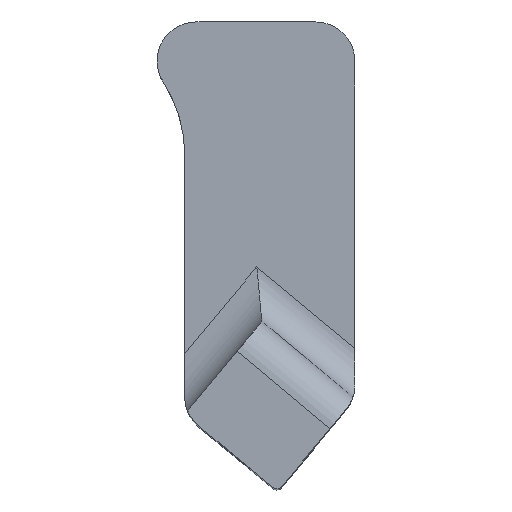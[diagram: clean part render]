
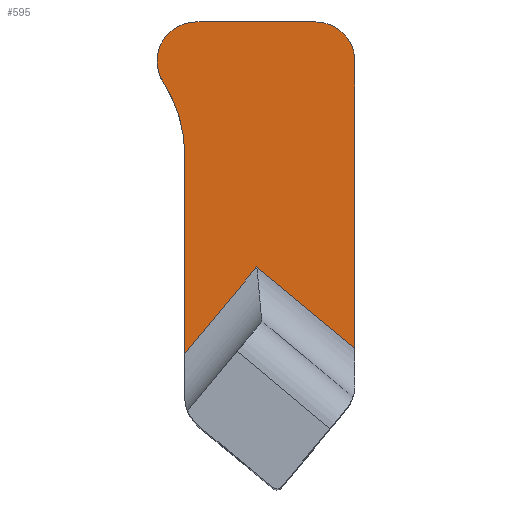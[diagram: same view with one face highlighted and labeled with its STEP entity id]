
A CAD part, top view. The second image highlights one B-rep face of the part: STEP entity #595.
In plain terms, the highlighted planar face has unit normal (0, 0, 1).
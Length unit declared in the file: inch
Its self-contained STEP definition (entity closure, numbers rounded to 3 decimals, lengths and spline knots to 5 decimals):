
#22=CIRCLE('',#653,0.125);
#23=CIRCLE('',#654,0.125);
#24=CIRCLE('',#655,0.42472);
#42=PLANE('',#652);
#61=FACE_OUTER_BOUND('',#94,.T.);
#94=EDGE_LOOP('',(#408,#409,#410,#411,#412,#413,#414,#415));
#140=LINE('',#901,#196);
#141=LINE('',#905,#197);
#142=LINE('',#907,#198);
#143=LINE('',#911,#199);
#144=LINE('',#916,#200);
#196=VECTOR('',#715,0.3937);
#197=VECTOR('',#720,0.3937);
#198=VECTOR('',#721,0.3937);
#199=VECTOR('',#724,0.3937);
#200=VECTOR('',#729,0.3937);
#260=VERTEX_POINT('',#898);
#261=VERTEX_POINT('',#900);
#262=VERTEX_POINT('',#904);
#263=VERTEX_POINT('',#906);
#264=VERTEX_POINT('',#908);
#265=VERTEX_POINT('',#910);
#266=VERTEX_POINT('',#912);
#267=VERTEX_POINT('',#914);
#318=EDGE_CURVE('',#260,#261,#140,.T.);
#320=EDGE_CURVE('',#262,#260,#141,.T.);
#321=EDGE_CURVE('',#262,#263,#142,.T.);
#322=EDGE_CURVE('',#264,#263,#22,.T.);
#323=EDGE_CURVE('',#264,#265,#143,.T.);
#324=EDGE_CURVE('',#266,#265,#23,.T.);
#325=EDGE_CURVE('',#266,#267,#24,.T.);
#326=EDGE_CURVE('',#267,#261,#144,.T.);
#408=ORIENTED_EDGE('',*,*,#318,.F.);
#409=ORIENTED_EDGE('',*,*,#320,.F.);
#410=ORIENTED_EDGE('',*,*,#321,.T.);
#411=ORIENTED_EDGE('',*,*,#322,.F.);
#412=ORIENTED_EDGE('',*,*,#323,.T.);
#413=ORIENTED_EDGE('',*,*,#324,.F.);
#414=ORIENTED_EDGE('',*,*,#325,.T.);
#415=ORIENTED_EDGE('',*,*,#326,.T.);
#595=ADVANCED_FACE('',(#61),#42,.T.);
#652=AXIS2_PLACEMENT_3D('',#903,#718,#719);
#653=AXIS2_PLACEMENT_3D('',#909,#722,#723);
#654=AXIS2_PLACEMENT_3D('',#913,#725,#726);
#655=AXIS2_PLACEMENT_3D('',#915,#727,#728);
#715=DIRECTION('',(-0.639,-0.769,0.));
#718=DIRECTION('center_axis',(0.,0.,
1.));
#719=DIRECTION('ref_axis',(1.,0.,0.));
#720=DIRECTION('',(-0.769,0.639,0.));
#721=DIRECTION('',(0.,1.,0.));
#722=DIRECTION('center_axis',(0.,0.,
-1.));
#723=DIRECTION('ref_axis',(0.707,0.707,0.));
#724=DIRECTION('',(-1.,0.,0.));
#725=DIRECTION('center_axis',(0.,0.,
-1.));
#726=DIRECTION('ref_axis',(-0.879,0.477,0.));
#727=DIRECTION('center_axis',(0.,0.,
-1.));
#728=DIRECTION('ref_axis',(-1.,0.,0.));
#729=DIRECTION('',(0.,-1.,0.));
#898=CARTESIAN_POINT('',(1.1353,-0.78086,0.));
#900=CARTESIAN_POINT('',(0.90415,-1.05934,0.));
#901=CARTESIAN_POINT('',(0.98902,-0.95709,0.));
#903=CARTESIAN_POINT('Origin',(1.17698,-0.74469,0.));
#904=CARTESIAN_POINT('',(1.44981,-1.04193,0.));
#905=CARTESIAN_POINT('',(1.18684,-0.82365,0.));
#906=CARTESIAN_POINT('',(1.44981,-0.12052,0.));
#907=CARTESIAN_POINT('',(1.44981,-1.20438,0.));
#908=CARTESIAN_POINT('',(1.32481,0.00448,0.));
#909=CARTESIAN_POINT('Origin',(1.32481,-0.12052,0.));
#910=CARTESIAN_POINT('',(0.94025,0.00448,0.));
#911=CARTESIAN_POINT('',(0.90415,0.00448,0.));
#912=CARTESIAN_POINT('',(0.83547,-0.18867,0.));
#913=CARTESIAN_POINT('Origin',(0.94025,-0.12052,0.));
#914=CARTESIAN_POINT('',(0.90415,-0.42024,0.));
#915=CARTESIAN_POINT('Origin',(0.47943,-0.42024,0.));
#916=CARTESIAN_POINT('',(0.90415,0.00448,0.));
